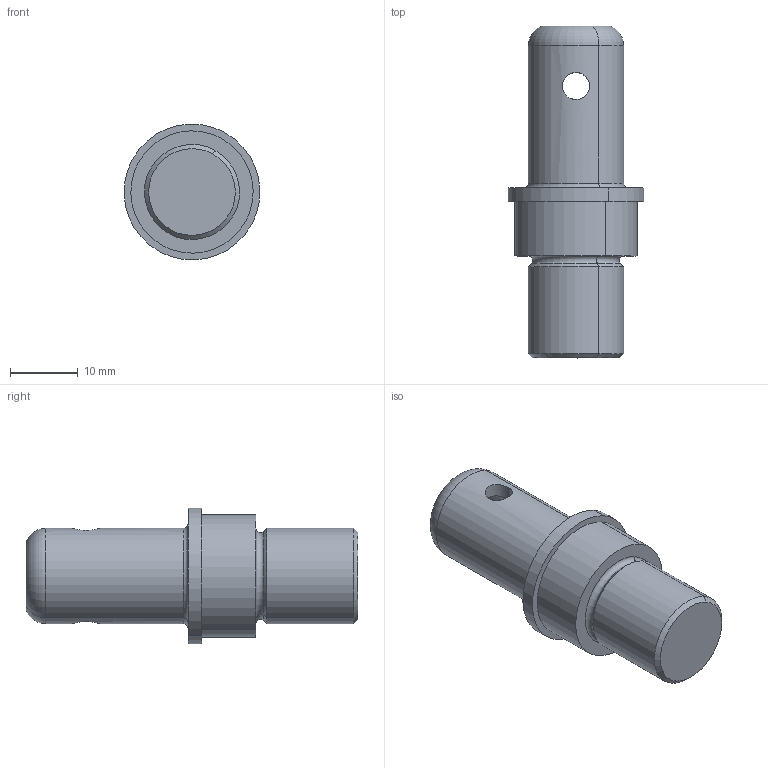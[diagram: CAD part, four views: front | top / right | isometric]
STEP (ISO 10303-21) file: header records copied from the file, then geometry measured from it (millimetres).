
FILE_DESCRIPTION(('CATIA V5 STEP Exchange','CAx-IF Rec.Pracs.--- Model Styling and Organization---1.2---2011-12-15'),'2;1');
FILE_NAME('toc roue arriere WM P52 2024.stp','2023-11-15T15:43:22+00:00',('none'),('none'),'CATIA Version 5-6 Release 2014 SP6','CATIA V5 STEP AP214','none');
FILE_SCHEMA(('AUTOMOTIVE_DESIGN { 1 0 10303 214 1 1 1 1 }'));
Length unit declared in the file: millimetre
Products named in the file (1): toc roue arriere WM P52 2024
Bounding box: 19.99 x 48.83 x 19.99 mm (x, y, z)
Volume: 6848.1 mm3; surface area: 3493.5 mm2
Topology: 1 solids, 1 shells, 30 faces, 64 edges, 37 vertices
Faces by surface type: cylinder 14, cone 6, torus 6, plane 4
Entity records: 817 total; most frequent: CARTESIAN_POINT 228, ORIENTED_EDGE 124, DIRECTION 86, EDGE_CURVE 62, AXIS2_PLACEMENT_3D 51, EDGE_LOOP 37, VERTEX_POINT 37, CIRCLE 34
